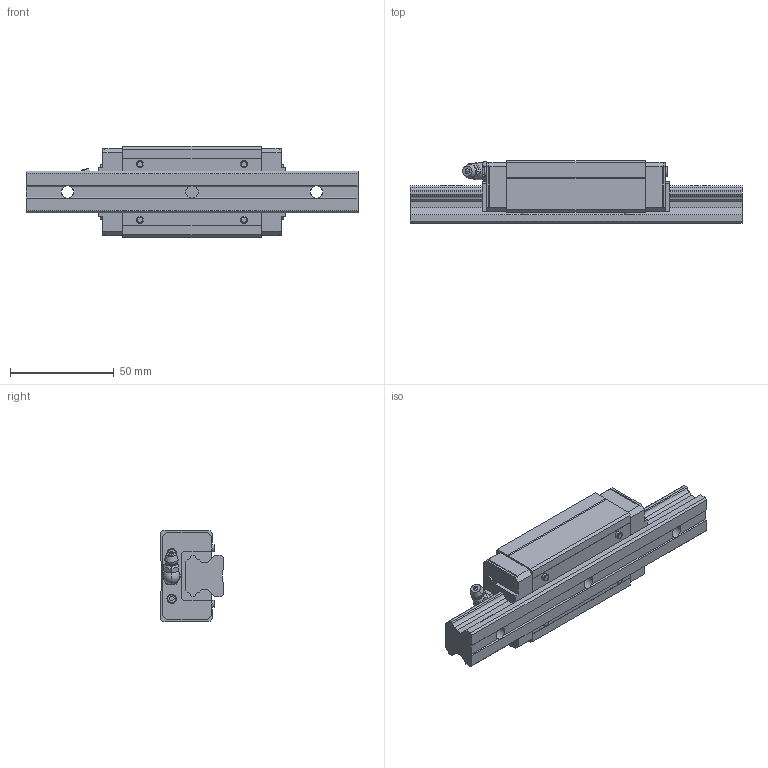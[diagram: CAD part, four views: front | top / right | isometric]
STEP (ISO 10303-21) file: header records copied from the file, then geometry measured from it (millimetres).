
FILE_DESCRIPTION( ( '' ), '1' );
FILE_NAME( 'HSR20 LR 1 SS +160L( 20B-M6F035000).stp', '2015-10-08T14:56:59', ( '' ), ( '' ), ' ', ' ', ' ' );
FILE_SCHEMA( ( 'automotive_design' ) );
Length unit declared in the file: millimetre
Products named in the file (3): 1; 2; 3
Bounding box: 160 x 30 x 44 mm (x, y, z)
Volume: 119264.5 mm3; surface area: 31811 mm2
Topology: 3 solids, 3 shells, 306 faces, 819 edges, 524 vertices
Faces by surface type: plane 188, cylinder 52, cone 38, torus 22, sphere 6
Entity records: 18627 total; most frequent: CARTESIAN_POINT 1754, STYLED_ITEM 1636, PRESENTATION_STYLE_ASSIGNMENT 1636, DIRECTION 1636, COLOUR_RGB 1636, ORIENTED_EDGE 1606, EDGE_CURVE 803, CURVE_STYLE 803
